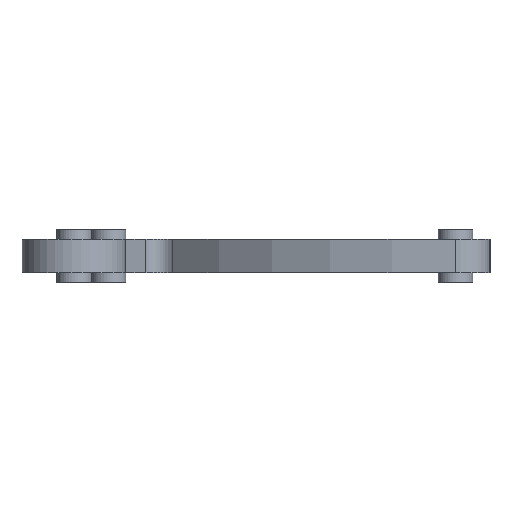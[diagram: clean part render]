
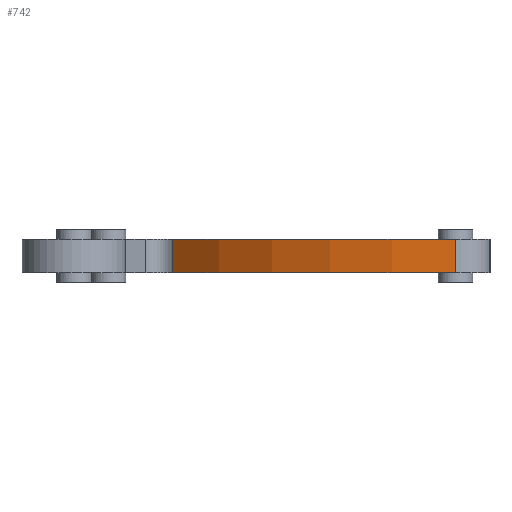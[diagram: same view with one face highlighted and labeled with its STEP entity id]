
A CAD part, left-side view. The second image highlights one B-rep face of the part: STEP entity #742.
In plain terms, the highlighted cylindrical face has radius 106.801 mm (diameter 213.603 mm), a partial arc.
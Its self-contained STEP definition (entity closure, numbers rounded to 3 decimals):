
#88=LINE('',#1331,#136);
#89=LINE('',#1334,#137);
#136=VECTOR('',#1064,10.);
#137=VECTOR('',#1067,10.);
#173=CYLINDRICAL_SURFACE('',#871,106.801);
#205=FACE_OUTER_BOUND('',#243,.T.);
#243=EDGE_LOOP('',(#590,#591,#592,#593));
#308=CIRCLE('',#872,106.801);
#309=CIRCLE('',#873,106.801);
#370=VERTEX_POINT('',#1327);
#371=VERTEX_POINT('',#1328);
#372=VERTEX_POINT('',#1330);
#373=VERTEX_POINT('',#1332);
#461=EDGE_CURVE('',#370,#371,#308,.T.);
#462=EDGE_CURVE('',#371,#372,#88,.T.);
#463=EDGE_CURVE('',#373,#372,#309,.T.);
#464=EDGE_CURVE('',#370,#373,#89,.T.);
#590=ORIENTED_EDGE('',*,*,#461,.T.);
#591=ORIENTED_EDGE('',*,*,#462,.T.);
#592=ORIENTED_EDGE('',*,*,#463,.F.);
#593=ORIENTED_EDGE('',*,*,#464,.F.);
#742=ADVANCED_FACE('',(#205),#173,.T.);
#871=AXIS2_PLACEMENT_3D('',#1326,#1060,#1061);
#872=AXIS2_PLACEMENT_3D('',#1329,#1062,#1063);
#873=AXIS2_PLACEMENT_3D('',#1333,#1065,#1066);
#1060=DIRECTION('center_axis',(0.,0.,1.));
#1061=DIRECTION('ref_axis',(-0.675,0.738,0.));
#1062=DIRECTION('center_axis',(0.,0.,1.));
#1063=DIRECTION('ref_axis',(-0.675,0.738,0.));
#1064=DIRECTION('',(0.,0.,1.));
#1065=DIRECTION('center_axis',(0.,0.,1.));
#1066=DIRECTION('ref_axis',(-0.675,0.738,0.));
#1067=DIRECTION('',(0.,0.,1.));
#1326=CARTESIAN_POINT('Origin',(6.809,-52.29,0.));
#1327=CARTESIAN_POINT('',(-65.233,26.555,0.));
#1328=CARTESIAN_POINT('',(-99.96,-54.949,0.));
#1329=CARTESIAN_POINT('Origin',(6.809,-52.29,0.));
#1330=CARTESIAN_POINT('',(-99.96,-54.949,9.725));
#1331=CARTESIAN_POINT('',(-99.96,-54.949,0.));
#1332=CARTESIAN_POINT('',(-65.233,26.555,9.725));
#1333=CARTESIAN_POINT('Origin',(6.809,-52.29,9.725));
#1334=CARTESIAN_POINT('',(-65.233,26.555,0.));
